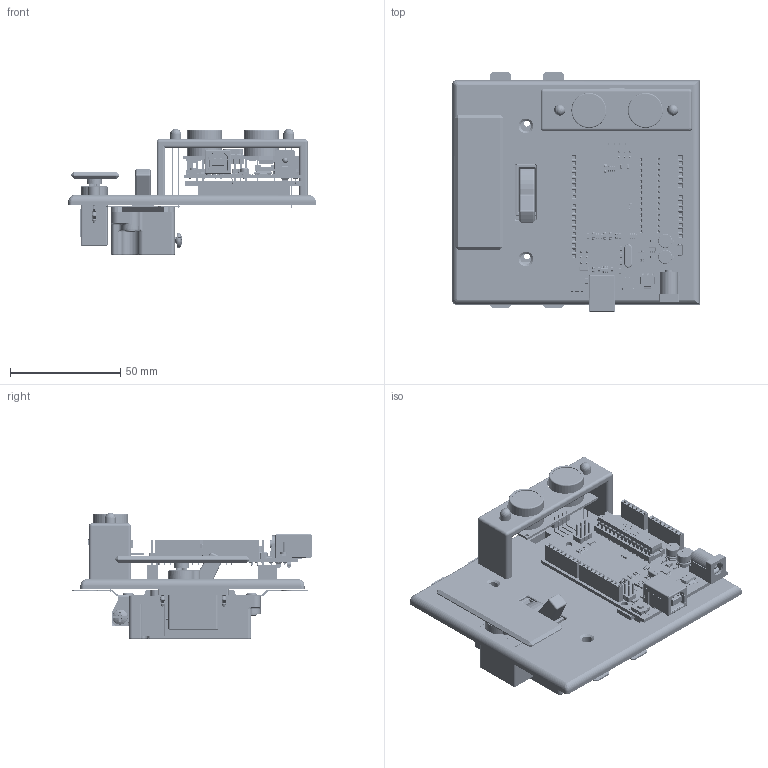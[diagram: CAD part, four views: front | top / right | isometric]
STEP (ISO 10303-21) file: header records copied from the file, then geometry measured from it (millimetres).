
FILE_DESCRIPTION(/* description */ ('STEP AP242','CAx-IF Rec.Pracs.---Representation and Presentation of Product Manufacturing Information (PMI)---4.0---2014-10-13','CAx-IF Rec.Pracs.---3D Tessellated Geometry---0.4---2014-09-14','2;1'),/* implementation_level */ '2;1');
FILE_NAME(/* name */ '6384ccb4fc8056156e86f6fc',/* time_stamp */ '2022-11-28T14:59:21+00:00',/* author */ (''),/* organization */ (''),/* preprocessor_version */ 'ST-DEVELOPER v18.102',/* originating_system */ ' ',/* authorisation */ ' ');
FILE_SCHEMA (('AP242_MANAGED_MODEL_BASED_3D_ENGINEERING_MIM_LF { 1 0 10303 442 1 1 4 }'));
Products named in the file (195): hc-sr04; Part 1; SG90 - Micro Servo 9g - Tower Pro.1_Pe?a; SG90 - Micro Servo 9g - Tower Pro.2_Pe?a; SG90 - Micro Servo 9g - Tower Pro.3_Pe?a; SG90 - Micro Servo 9g - Tower Pro.4_Pe?a; SG90 - Micro Servo 9g - Tower Pro.5_BS EN ISO 7045 - M2 x 8 - Z - 8S; SG90 - Micro Servo 9g - Tower Pro.5_BS EN ISO 7045 - M2 x 8 - Z - 8S_
1; SG90 - Micro Servo 9g - Tower Pro.6_BS EN ISO 7045 - M2 x 4 - Z - 4S; Top_Insulator; Toggle_Switch; Top_Plate; Back_Insulator; Tab_Connect; Tab_Connect_1; Screw_PHHPH-CROSS_6-32_L5-16_Brass_91249A145; Screw_PHHPH-CROSS_6-32_L5-16_Brass_91249A145_1; Screw_PHHPH-CROSS_6-32_L5-16_Brass_91249A145_2; Rolled_Rivet; Rolled_Rivet_1; Tab_Connect_Insulator; LED 5mm; Part 2; Part 3; Part 4; Part 5; Part 6; Part 7; Part 8; Part 9; Part 10; Part 11; Part 12; Part 13; Part 14; Part 15; Part 16; Part 17; Part 18; Part 19 ...
Bounding box: 112.14 x 108.55 x 57.22 mm (x, y, z)
Volume: 123129.8 mm3; surface area: 87576.2 mm2
Topology: 195 solids, 199 shells, 11996 faces, 32276 edges, 21083 vertices
Faces by surface type: plane 7794, cylinder 3013, torus 506, bspline 399, cone 211, sphere 73
Full cylindrical faces by diameter (mm): 0.2 x1, 0.3 x29, 0.4 x3, 0.5 x35, 0.6 x29, 0.8 x82, 1 x18, 1.128 x1, 1.2 x35, 1.35 x56, 1.6 x2, 1.7 x56, 1.8 x4, 2 x49, 2.1 x3, 2.235 x2, 2.5 x2, 2.54 x2, 2.667 x2, 2.692 x3, 2.705 x2, 3 x1, 3.1 x1, 3.175 x17, 3.2 x1, 3.6 x1, 4.216 x1, 4.496 x4, 4.6 x3, 4.763 x2
Entity records: 456628 total; most frequent: CARTESIAN_POINT 90817, ORIENTED_EDGE 62476, DIRECTION 59803, EDGE_CURVE 31238, LINE 21561, VECTOR 21561, VERTEX_POINT 20861, AXIS2_PLACEMENT_3D 19121
